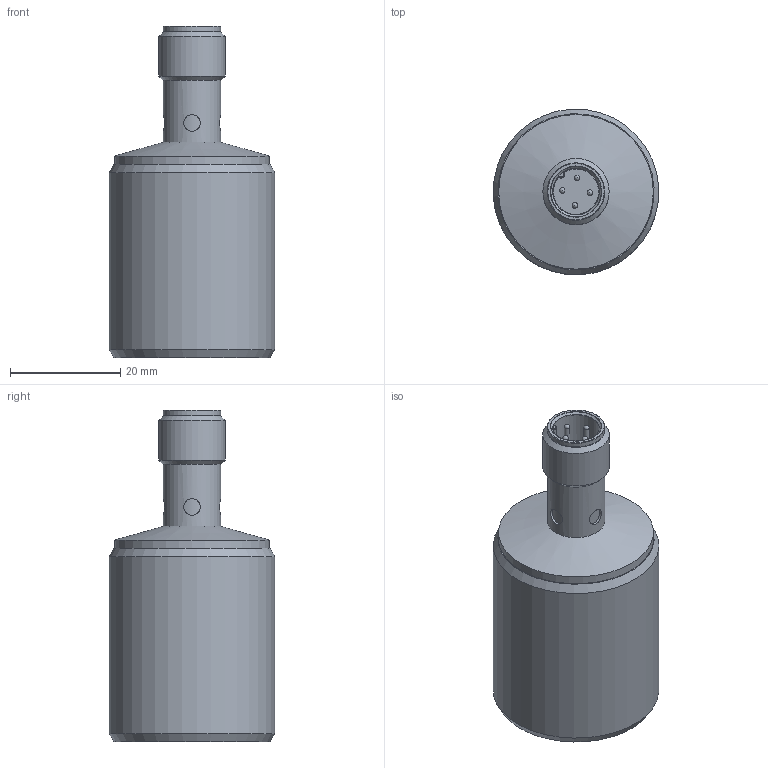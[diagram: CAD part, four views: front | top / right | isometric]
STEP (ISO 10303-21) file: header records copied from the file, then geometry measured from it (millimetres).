
FILE_DESCRIPTION(/* description */ (''),/* implementation_level */ '2;1');
FILE_NAME(/* name */ 'ICB30S35F22xxM1.stp',/* time_stamp */ '2015-04-24T14:01:46+02:00',/* author */ ('ddecol'),/* organization */ (''),/* preprocessor_version */ 'ST-DEVELOPER v15.6',/* originating_system */ 'Autodesk Inventor 2015',/* authorisation */ '');
FILE_SCHEMA (('AUTOMOTIVE_DESIGN { 1 0 10303 214 3 1 1 }'));
Length unit declared in the file: millimetre
Products named in the file (1): ICB30S35F22xxM1_Shrinkwrap_1
Bounding box: 29.95 x 29.95 x 60 mm (x, y, z)
Surface area: 5970.4 mm2 (no closed solid volume)
Topology: 0 solids, 8 shells, 37 faces, 88 edges, 61 vertices
Faces by surface type: cylinder 19, plane 7, cone 6, sphere 4, torus 1
Full cylindrical faces by diameter (mm): 1 x4, 3 x4, 10.4 x2, 12 x1, 28 x1, 30 x1
Entity records: 1215 total; most frequent: CARTESIAN_POINT 422, DIRECTION 154, ORIENTED_EDGE 82, AXIS2_PLACEMENT_3D 76, EDGE_LOOP 69, EDGE_CURVE 52, VERTEX_POINT 50, CIRCLE 38
